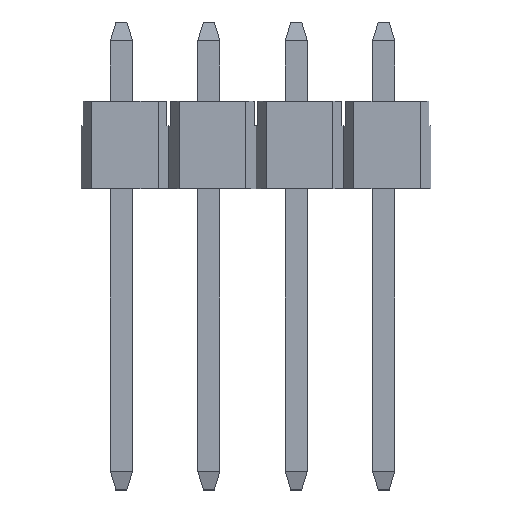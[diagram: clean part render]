
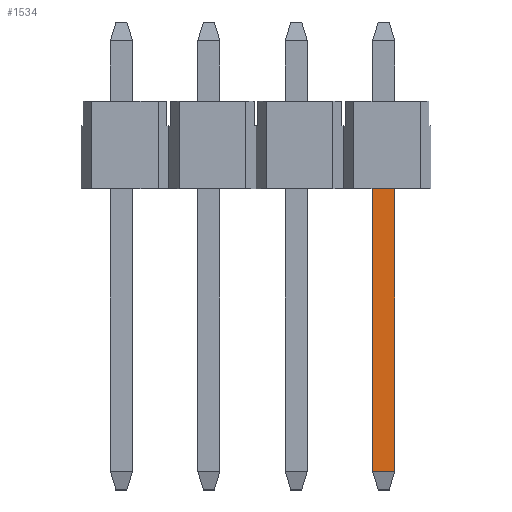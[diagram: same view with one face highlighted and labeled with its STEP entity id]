
A CAD part, top view. The second image highlights one B-rep face of the part: STEP entity #1534.
In plain terms, the highlighted planar face has unit normal (0, 0, 1).
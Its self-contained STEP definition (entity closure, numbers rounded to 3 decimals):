
#740=EDGE_CURVE('',#1136,#858,#1980,.T.);
#858=VERTEX_POINT('',#2112);
#992=EDGE_CURVE('',#1790,#1136,#2259,.T.);
#1030=EDGE_CURVE('',#858,#1074,#2299,.T.);
#1074=VERTEX_POINT('',#2348);
#1136=VERTEX_POINT('',#2419);
#1534=ADVANCED_FACE('',(#2864),#2865,.T.);
#1672=EDGE_CURVE('',#1790,#1074,#3013,.T.);
#1790=VERTEX_POINT('',#3143);
#1980=LINE('',#3380,#3381);
#2112=CARTESIAN_POINT('',(4.13,-10.744,0.32));
#2259=LINE('',#3783,#3784);
#2299=LINE('',#3847,#3848);
#2348=CARTESIAN_POINT('',(4.13,-2.54,0.32));
#2419=CARTESIAN_POINT('',(3.49,-10.744,0.32));
#2864=FACE_OUTER_BOUND('',#4657,.T.);
#2865=PLANE('',#4658);
#3013=LINE('',#4877,#4878);
#3143=CARTESIAN_POINT('',(3.49,-2.54,0.32));
#3380=CARTESIAN_POINT('',(3.31,-10.744,0.32));
#3381=VECTOR('',#5260,1.0);
#3783=CARTESIAN_POINT('',(3.49,-4.49,0.32));
#3784=VECTOR('',#5540,1.0);
#3847=CARTESIAN_POINT('',(4.13,-10.744,0.32));
#3848=VECTOR('',#5568,1.0);
#4657=EDGE_LOOP('',(#6216,#6217,#6218,#6219));
#4658=AXIS2_PLACEMENT_3D('',#6220,#6221,#6222);
#4877=CARTESIAN_POINT('',(-0.2,-2.54,0.32));
#4878=VECTOR('',#6340,1.0);
#5260=DIRECTION('',(1.0,0.,0.));
#5540=DIRECTION('',(0.,-1.0,0.));
#5568=DIRECTION('',(0.,1.0,0.));
#6216=ORIENTED_EDGE('',*,*,#1672,.F.);
#6217=ORIENTED_EDGE('',*,*,#992,.T.);
#6218=ORIENTED_EDGE('',*,*,#740,.T.);
#6219=ORIENTED_EDGE('',*,*,#1030,.T.);
#6220=CARTESIAN_POINT('',(3.31,-10.744,0.32));
#6221=DIRECTION('',(0.,0.,1.0));
#6222=DIRECTION('',(0.,-1.0,0.));
#6340=DIRECTION('',(1.0,0.,0.));
